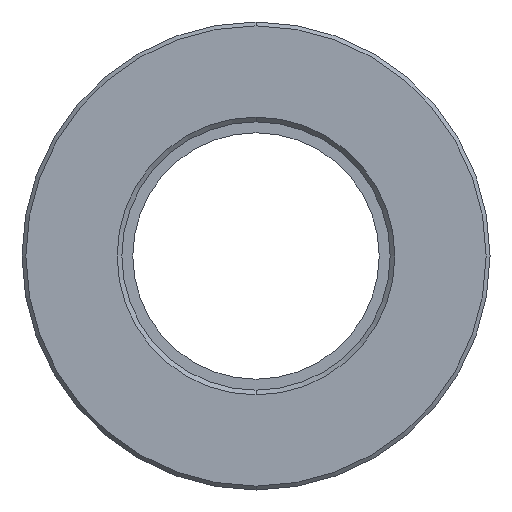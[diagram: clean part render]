
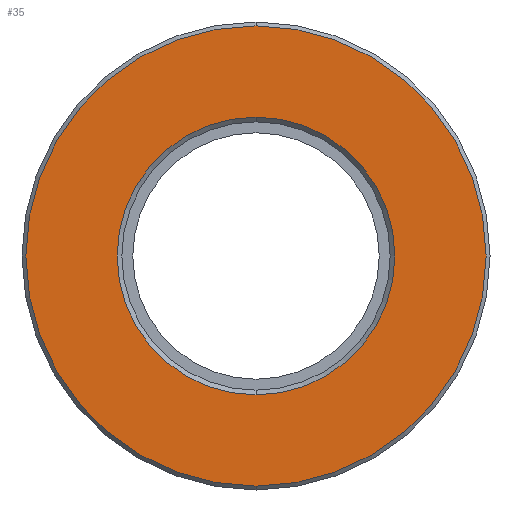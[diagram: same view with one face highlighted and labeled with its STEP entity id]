
A CAD part, front view. The second image highlights one B-rep face of the part: STEP entity #35.
In plain terms, the highlighted planar face has unit normal (0, -1, 0).
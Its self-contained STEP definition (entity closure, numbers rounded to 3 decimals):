
#13 = ORIENTED_EDGE ( 'NONE', *, *, #432, .T. ) ;
#19 = CIRCLE ( 'NONE', #290, 14.75 ) ;
#35 = ADVANCED_FACE ( 'NONE', ( #232, #487 ), #412, .T. ) ;
#49 = EDGE_LOOP ( 'NONE', ( #94, #485 ) ) ;
#61 = CARTESIAN_POINT ( 'NONE',  ( 0., 0., -8.9 ) ) ;
#94 = ORIENTED_EDGE ( 'NONE', *, *, #410, .T. ) ;
#145 = VERTEX_POINT ( 'NONE', #218 ) ;
#165 = CIRCLE ( 'NONE', #298, 8.9 ) ;
#184 = CIRCLE ( 'NONE', #301, 14.75 ) ;
#199 = EDGE_LOOP ( 'NONE', ( #13, #310 ) ) ;
#218 = CARTESIAN_POINT ( 'NONE',  ( 0., 0., -14.75 ) ) ;
#221 = CARTESIAN_POINT ( 'NONE',  ( 0., 0., 8.9 ) ) ;
#226 = VERTEX_POINT ( 'NONE', #221 ) ;
#232 = FACE_BOUND ( 'NONE', #49, .T. ) ;
#265 = DIRECTION ( 'NONE',  ( 0., 0., -1. ) ) ;
#267 = DIRECTION ( 'NONE',  ( 0., -1., 0. ) ) ;
#271 = CARTESIAN_POINT ( 'NONE',  ( 0., 0., 0. ) ) ;
#290 = AXIS2_PLACEMENT_3D ( 'NONE', #271, #267, #265 ) ;
#296 = DIRECTION ( 'NONE',  ( 0., 0., -1. ) ) ;
#298 = AXIS2_PLACEMENT_3D ( 'NONE', #305, #303, #296 ) ;
#301 = AXIS2_PLACEMENT_3D ( 'NONE', #329, #325, #323 ) ;
#303 = DIRECTION ( 'NONE',  ( 0., 1., 0. ) ) ;
#305 = CARTESIAN_POINT ( 'NONE',  ( 0., 0., 0. ) ) ;
#310 = ORIENTED_EDGE ( 'NONE', *, *, #423, .T. ) ;
#316 = AXIS2_PLACEMENT_3D ( 'NONE', #409, #408, #402 ) ;
#323 = DIRECTION ( 'NONE',  ( 0., 0., -1. ) ) ;
#325 = DIRECTION ( 'NONE',  ( 0., -1., 0. ) ) ;
#329 = CARTESIAN_POINT ( 'NONE',  ( 0., 0., 0. ) ) ;
#350 = DIRECTION ( 'NONE',  ( 0., 0., -1. ) ) ;
#366 = CARTESIAN_POINT ( 'NONE',  ( -8.6, 0., 0. ) ) ;
#375 = CIRCLE ( 'NONE', #316, 8.9 ) ;
#386 = AXIS2_PLACEMENT_3D ( 'NONE', #366, #455, #350 ) ;
#393 = VERTEX_POINT ( 'NONE', #495 ) ;
#402 = DIRECTION ( 'NONE',  ( 0., 0., -1. ) ) ;
#408 = DIRECTION ( 'NONE',  ( 0., 1., 0. ) ) ;
#409 = CARTESIAN_POINT ( 'NONE',  ( 0., 0., 0. ) ) ;
#410 = EDGE_CURVE ( 'NONE', #457, #226, #375, .T. ) ;
#412 = PLANE ( 'NONE',  #386 ) ;
#423 = EDGE_CURVE ( 'NONE', #145, #393, #184, .T. ) ;
#427 = EDGE_CURVE ( 'NONE', #226, #457, #165, .T. ) ;
#432 = EDGE_CURVE ( 'NONE', #393, #145, #19, .T. ) ;
#455 = DIRECTION ( 'NONE',  ( 0., -1., 0. ) ) ;
#457 = VERTEX_POINT ( 'NONE', #61 ) ;
#485 = ORIENTED_EDGE ( 'NONE', *, *, #427, .T. ) ;
#487 = FACE_OUTER_BOUND ( 'NONE', #199, .T. ) ;
#495 = CARTESIAN_POINT ( 'NONE',  ( 0., 0., 14.75 ) ) ;
